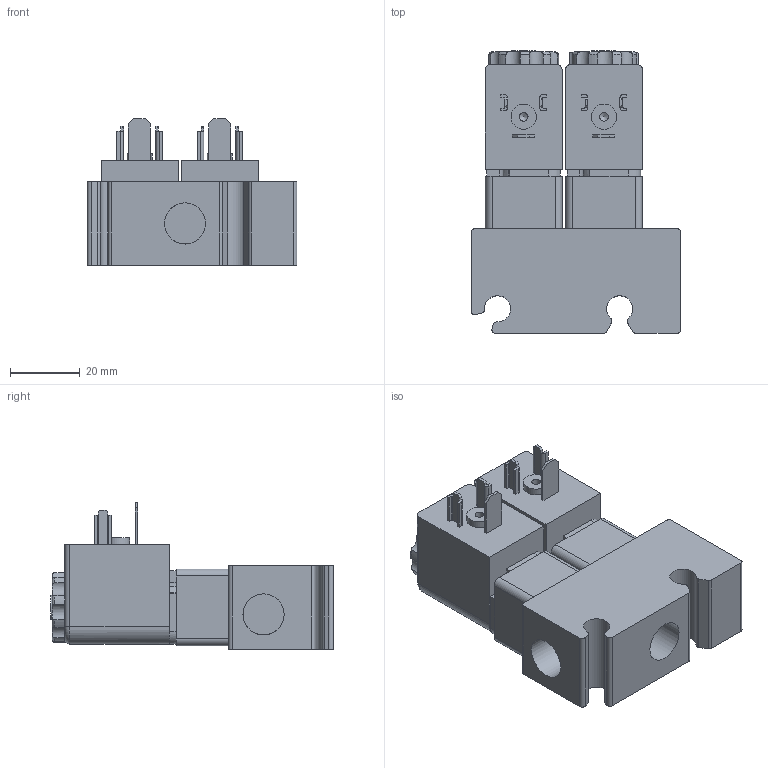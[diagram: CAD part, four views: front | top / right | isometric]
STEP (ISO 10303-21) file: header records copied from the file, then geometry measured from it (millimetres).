
FILE_DESCRIPTION((''),'2;1');
FILE_NAME('110 020 05.stp','2012-05-23T21:13:23',('HJ'),('AVAC Vacumteknik AB'),'Autodesk Inventor 2012','Autodesk Inventor 2012','');
FILE_SCHEMA(('AUTOMOTIVE_DESIGN { 1 0 10303 214 1 1 1 1 }'));
Length unit declared in the file: millimetre
Products named in the file (1): 110 020 05
Bounding box: 60 x 81 x 42 mm (x, y, z)
Volume: 89928.8 mm3; surface area: 23019.2 mm2
Topology: 1 solids, 11 shells, 484 faces, 1302 edges, 857 vertices
Faces by surface type: plane 231, cylinder 143, cone 56, torus 46, bspline 8
Full cylindrical faces by diameter (mm): 2.5 x2, 2.693 x8, 3 x8, 3.3 x4, 5 x1, 6.9 x2, 7.2 x2, 11.8 x3, 16 x2
Entity records: 16097 total; most frequent: CARTESIAN_POINT 3882, ORIENTED_EDGE 2420, DIRECTION 2415, EDGE_CURVE 1210, AXIS2_PLACEMENT_3D 911, VERTEX_POINT 821, VECTOR 593, LINE 593
